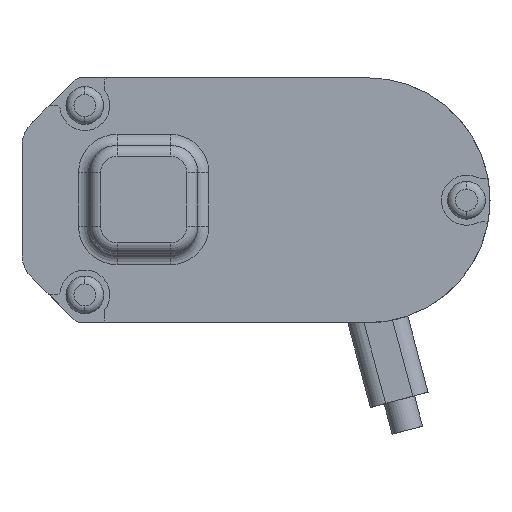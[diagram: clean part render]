
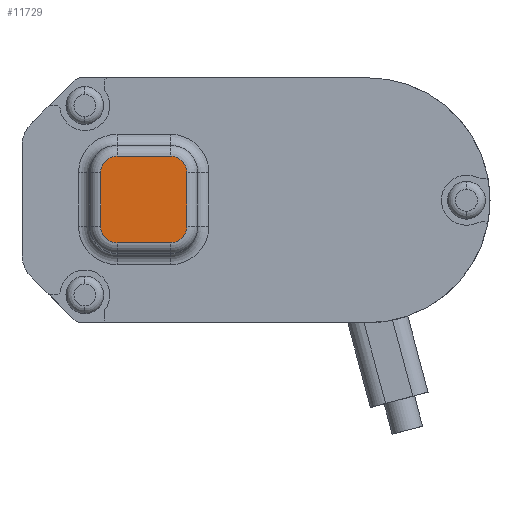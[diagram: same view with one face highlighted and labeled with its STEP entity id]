
A CAD part, front view. The second image highlights one B-rep face of the part: STEP entity #11729.
In plain terms, the highlighted planar face has unit normal (0, -1, 0).
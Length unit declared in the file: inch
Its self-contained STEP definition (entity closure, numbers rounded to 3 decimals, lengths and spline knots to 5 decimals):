
#86 = VERTEX_POINT ( 'NONE', #6541 ) ;
#361 = DIRECTION ( 'NONE',  ( 0., -1., 0. ) ) ;
#451 = EDGE_CURVE ( 'NONE', #7926, #3910, #7670, .T. ) ;
#498 = LINE ( 'NONE', #3285, #4833 ) ;
#763 = ORIENTED_EDGE ( 'NONE', *, *, #451, .T. ) ;
#799 = AXIS2_PLACEMENT_3D ( 'NONE', #4025, #10381, #4971 ) ;
#1250 = ORIENTED_EDGE ( 'NONE', *, *, #7806, .T. ) ;
#1477 = AXIS2_PLACEMENT_3D ( 'NONE', #9240, #3823, #10174 ) ;
#1632 = CARTESIAN_POINT ( 'NONE',  ( 0.605, -0.75, -1.05 ) ) ;
#1774 = CIRCLE ( 'NONE', #4324, 0.105 ) ;
#2349 = EDGE_CURVE ( 'NONE', #9750, #86, #2537, .T. ) ;
#2537 = LINE ( 'NONE', #7450, #7407 ) ;
#2901 = CARTESIAN_POINT ( 'NONE',  ( 0.5, -0.75, -0.605 ) ) ;
#3285 = CARTESIAN_POINT ( 'NONE',  ( 0.605, -0.75, -0.5 ) ) ;
#3384 = DIRECTION ( 'NONE',  ( 0., -1., 0. ) ) ;
#3812 = DIRECTION ( 'NONE',  ( 1., 0., 0. ) ) ;
#3823 = DIRECTION ( 'NONE',  ( 0., -1., 0. ) ) ;
#3854 = EDGE_LOOP ( 'NONE', ( #763, #11569, #4793, #4135, #7307, #1250, #5217, #4075 ) ) ;
#3910 = VERTEX_POINT ( 'NONE', #7163 ) ;
#4025 = CARTESIAN_POINT ( 'NONE',  ( 0.945, -0.75, -0.945 ) ) ;
#4075 = ORIENTED_EDGE ( 'NONE', *, *, #10617, .T. ) ;
#4111 = CARTESIAN_POINT ( 'NONE',  ( 0.945, -0.75, -0.605 ) ) ;
#4135 = ORIENTED_EDGE ( 'NONE', *, *, #2349, .T. ) ;
#4167 = VERTEX_POINT ( 'NONE', #10129 ) ;
#4324 = AXIS2_PLACEMENT_3D ( 'NONE', #5870, #361, #6772 ) ;
#4643 = DIRECTION ( 'NONE',  ( 0., -1., 0. ) ) ;
#4793 = ORIENTED_EDGE ( 'NONE', *, *, #11493, .T. ) ;
#4833 = VECTOR ( 'NONE', #6912, 39.37008 ) ;
#4890 = DIRECTION ( 'NONE',  ( 0., 0., -1. ) ) ;
#4957 = EDGE_CURVE ( 'NONE', #7991, #8976, #10016, .T. ) ;
#4971 = DIRECTION ( 'NONE',  ( 0., 0., -1. ) ) ;
#5217 = ORIENTED_EDGE ( 'NONE', *, *, #4957, .T. ) ;
#5870 = CARTESIAN_POINT ( 'NONE',  ( 0.605, -0.75, -0.605 ) ) ;
#6541 = CARTESIAN_POINT ( 'NONE',  ( 0.5, -0.75, -0.945 ) ) ;
#6772 = DIRECTION ( 'NONE',  ( 0., 0., -1. ) ) ;
#6912 = DIRECTION ( 'NONE',  ( -1., 0., 0. ) ) ;
#6918 = VERTEX_POINT ( 'NONE', #1632 ) ;
#6980 = CARTESIAN_POINT ( 'NONE',  ( 0.945, -0.75, -1.05 ) ) ;
#7014 = VECTOR ( 'NONE', #11669, 39.37008 ) ;
#7088 = LINE ( 'NONE', #9266, #9487 ) ;
#7134 = CARTESIAN_POINT ( 'NONE',  ( 1.05, -0.75, -0.605 ) ) ;
#7163 = CARTESIAN_POINT ( 'NONE',  ( 0.945, -0.75, -0.5 ) ) ;
#7307 = ORIENTED_EDGE ( 'NONE', *, *, #7313, .T. ) ;
#7313 = EDGE_CURVE ( 'NONE', #86, #6918, #8359, .T. ) ;
#7407 = VECTOR ( 'NONE', #9257, 39.37008 ) ;
#7448 = EDGE_CURVE ( 'NONE', #3910, #4167, #498, .T. ) ;
#7450 = CARTESIAN_POINT ( 'NONE',  ( 0.5, -0.75, -0.945 ) ) ;
#7670 = CIRCLE ( 'NONE', #11500, 0.105 ) ;
#7806 = EDGE_CURVE ( 'NONE', #6918, #7991, #7088, .T. ) ;
#7926 = VERTEX_POINT ( 'NONE', #11391 ) ;
#7991 = VERTEX_POINT ( 'NONE', #6980 ) ;
#8009 = CARTESIAN_POINT ( 'NONE',  ( 1.05, -0.75, -0.945 ) ) ;
#8328 = AXIS2_PLACEMENT_3D ( 'NONE', #8814, #3384, #9767 ) ;
#8359 = CIRCLE ( 'NONE', #1477, 0.105 ) ;
#8814 = CARTESIAN_POINT ( 'NONE',  ( 0.605, -0.75, -0.605 ) ) ;
#8976 = VERTEX_POINT ( 'NONE', #8009 ) ;
#9240 = CARTESIAN_POINT ( 'NONE',  ( 0.605, -0.75, -0.945 ) ) ;
#9257 = DIRECTION ( 'NONE',  ( 0., 0., -1. ) ) ;
#9266 = CARTESIAN_POINT ( 'NONE',  ( 0.945, -0.75, -1.05 ) ) ;
#9487 = VECTOR ( 'NONE', #3812, 39.37008 ) ;
#9750 = VERTEX_POINT ( 'NONE', #2901 ) ;
#9767 = DIRECTION ( 'NONE',  ( 0., 0., -1. ) ) ;
#10016 = CIRCLE ( 'NONE', #799, 0.105 ) ;
#10129 = CARTESIAN_POINT ( 'NONE',  ( 0.605, -0.75, -0.5 ) ) ;
#10174 = DIRECTION ( 'NONE',  ( 0., 0., -1. ) ) ;
#10381 = DIRECTION ( 'NONE',  ( 0., -1., 0. ) ) ;
#10617 = EDGE_CURVE ( 'NONE', #8976, #7926, #11858, .T. ) ;
#10637 = PLANE ( 'NONE',  #8328 ) ;
#11391 = CARTESIAN_POINT ( 'NONE',  ( 1.05, -0.75, -0.605 ) ) ;
#11493 = EDGE_CURVE ( 'NONE', #4167, #9750, #1774, .T. ) ;
#11500 = AXIS2_PLACEMENT_3D ( 'NONE', #4111, #4643, #4890 ) ;
#11569 = ORIENTED_EDGE ( 'NONE', *, *, #7448, .T. ) ;
#11669 = DIRECTION ( 'NONE',  ( 0., 0., 1. ) ) ;
#11729 = ADVANCED_FACE ( 'NONE', ( #11784 ), #10637, .T. ) ;
#11784 = FACE_OUTER_BOUND ( 'NONE', #3854, .T. ) ;
#11858 = LINE ( 'NONE', #7134, #7014 ) ;
